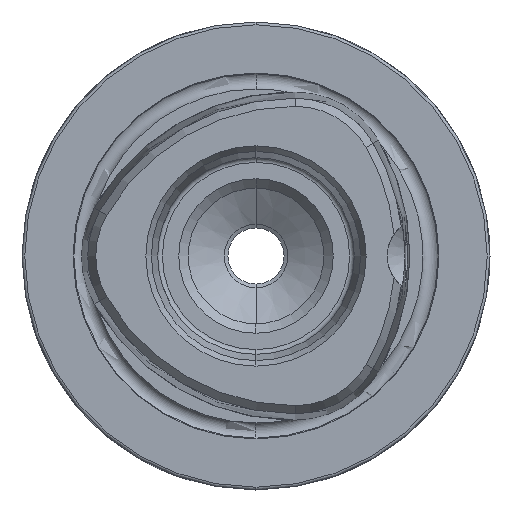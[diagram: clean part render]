
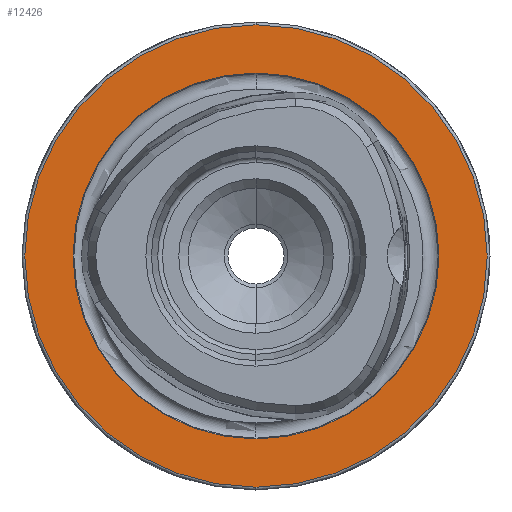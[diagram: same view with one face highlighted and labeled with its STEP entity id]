
A CAD part, left-side view. The second image highlights one B-rep face of the part: STEP entity #12426.
In plain terms, the highlighted planar face has unit normal (-1, 0, 0).
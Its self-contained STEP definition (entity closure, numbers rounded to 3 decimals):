
#540 = DIRECTION ( 'NONE',  ( -1., 0., 0. ) ) ;
#822 = VERTEX_POINT ( 'NONE', #1711 ) ;
#1099 = AXIS2_PLACEMENT_3D ( 'NONE', #6050, #8033, #2088 ) ;
#1131 = FACE_BOUND ( 'NONE', #2465, .T. ) ;
#1684 = CARTESIAN_POINT ( 'NONE',  ( 0., 0., 24.7 ) ) ;
#1711 = CARTESIAN_POINT ( 'NONE',  ( 0., 0., -24.7 ) ) ;
#2088 = DIRECTION ( 'NONE',  ( 0., 0., 1. ) ) ;
#2465 = EDGE_LOOP ( 'NONE', ( #10316, #3230 ) ) ;
#2837 = DIRECTION ( 'NONE',  ( -1., 0., 0. ) ) ;
#3026 = VERTEX_POINT ( 'NONE', #1684 ) ;
#3230 = ORIENTED_EDGE ( 'NONE', *, *, #12494, .F. ) ;
#4055 = AXIS2_PLACEMENT_3D ( 'NONE', #11004, #4974, #6943 ) ;
#4211 = EDGE_CURVE ( 'NONE', #3026, #822, #5222, .T. ) ;
#4346 = EDGE_CURVE ( 'NONE', #8977, #11926, #6794, .T. ) ;
#4440 = AXIS2_PLACEMENT_3D ( 'NONE', #6687, #2837, #6825 ) ;
#4974 = DIRECTION ( 'NONE',  ( -1., 0., 0. ) ) ;
#5222 = CIRCLE ( 'NONE', #4440, 24.7 ) ;
#5768 = EDGE_CURVE ( 'NONE', #822, #3026, #8462, .T. ) ;
#5819 = PLANE ( 'NONE',  #12371 ) ;
#6050 = CARTESIAN_POINT ( 'NONE',  ( 0., 0., 0. ) ) ;
#6298 = CIRCLE ( 'NONE', #4055, 19.55 ) ;
#6401 = DIRECTION ( 'NONE',  ( 0., 0., 1. ) ) ;
#6687 = CARTESIAN_POINT ( 'NONE',  ( 0., 0., 0. ) ) ;
#6794 = CIRCLE ( 'NONE', #1099, 19.55 ) ;
#6825 = DIRECTION ( 'NONE',  ( 0., 0., 1. ) ) ;
#6943 = DIRECTION ( 'NONE',  ( 0., 0., 1. ) ) ;
#7218 = FACE_OUTER_BOUND ( 'NONE', #12063, .T. ) ;
#8033 = DIRECTION ( 'NONE',  ( -1., 0., 0. ) ) ;
#8462 = CIRCLE ( 'NONE', #12214, 24.7 ) ;
#8977 = VERTEX_POINT ( 'NONE', #11781 ) ;
#10316 = ORIENTED_EDGE ( 'NONE', *, *, #4346, .F. ) ;
#10439 = CARTESIAN_POINT ( 'NONE',  ( 0., 0., 0. ) ) ;
#10511 = CARTESIAN_POINT ( 'NONE',  ( 0., 0., -19.55 ) ) ;
#11004 = CARTESIAN_POINT ( 'NONE',  ( 0., 0., 0. ) ) ;
#11264 = ORIENTED_EDGE ( 'NONE', *, *, #5768, .T. ) ;
#11761 = DIRECTION ( 'NONE',  ( 0., 0., -1. ) ) ;
#11781 = CARTESIAN_POINT ( 'NONE',  ( 0., 0., 19.55 ) ) ;
#11799 = CARTESIAN_POINT ( 'NONE',  ( 0., 19.55, 0. ) ) ;
#11926 = VERTEX_POINT ( 'NONE', #10511 ) ;
#12063 = EDGE_LOOP ( 'NONE', ( #12229, #11264 ) ) ;
#12214 = AXIS2_PLACEMENT_3D ( 'NONE', #10439, #540, #6401 ) ;
#12229 = ORIENTED_EDGE ( 'NONE', *, *, #4211, .T. ) ;
#12371 = AXIS2_PLACEMENT_3D ( 'NONE', #11799, #12810, #11761 ) ;
#12426 = ADVANCED_FACE ( 'NONE', ( #1131, #7218 ), #5819, .F. ) ;
#12494 = EDGE_CURVE ( 'NONE', #11926, #8977, #6298, .T. ) ;
#12810 = DIRECTION ( 'NONE',  ( 1., 0., 0. ) ) ;
